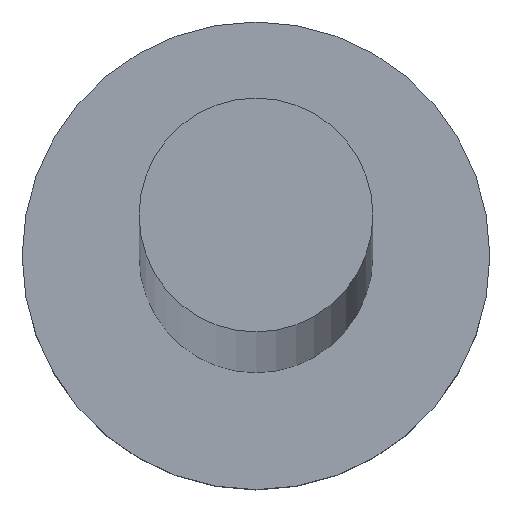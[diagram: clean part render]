
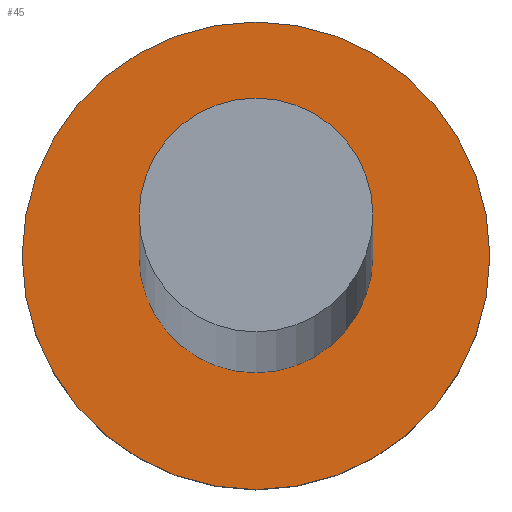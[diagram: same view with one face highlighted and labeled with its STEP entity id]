
A CAD part, top view. The second image highlights one B-rep face of the part: STEP entity #45.
In plain terms, the highlighted planar face has unit normal (0, 0, 1).
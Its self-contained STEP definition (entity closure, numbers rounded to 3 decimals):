
#2 = DIRECTION ( 'NONE',  ( 0., 0., 1. ) ) ;
#7 = AXIS2_PLACEMENT_3D ( 'NONE', #212, #129, #152 ) ;
#17 = DIRECTION ( 'NONE',  ( 0., 0., 1. ) ) ;
#20 = EDGE_CURVE ( 'NONE', #112, #130, #254, .T. ) ;
#24 = EDGE_CURVE ( 'NONE', #232, #58, #219, .T. ) ;
#27 = CARTESIAN_POINT ( 'NONE',  ( 0., 0., 2. ) ) ;
#28 = CARTESIAN_POINT ( 'NONE',  ( 0., 0., 2. ) ) ;
#36 = AXIS2_PLACEMENT_3D ( 'NONE', #225, #17, #83 ) ;
#37 = EDGE_LOOP ( 'NONE', ( #46, #188 ) ) ;
#39 = FACE_OUTER_BOUND ( 'NONE', #81, .T. ) ;
#40 = DIRECTION ( 'NONE',  ( 0., 0., 1. ) ) ;
#45 = ADVANCED_FACE ( 'NONE', ( #207, #39 ), #120, .T. ) ;
#46 = ORIENTED_EDGE ( 'NONE', *, *, #162, .F. ) ;
#49 = AXIS2_PLACEMENT_3D ( 'NONE', #74, #2, #181 ) ;
#58 = VERTEX_POINT ( 'NONE', #223 ) ;
#60 = DIRECTION ( 'NONE',  ( 1., 0., 0. ) ) ;
#72 = AXIS2_PLACEMENT_3D ( 'NONE', #27, #240, #116 ) ;
#74 = CARTESIAN_POINT ( 'NONE',  ( 0., 0., 2. ) ) ;
#81 = EDGE_LOOP ( 'NONE', ( #153, #167 ) ) ;
#83 = DIRECTION ( 'NONE',  ( 1., 0., 0. ) ) ;
#86 = AXIS2_PLACEMENT_3D ( 'NONE', #28, #40, #60 ) ;
#87 = CIRCLE ( 'NONE', #49, 2.5 ) ;
#110 = CARTESIAN_POINT ( 'NONE',  ( -1.25, 0., 2. ) ) ;
#112 = VERTEX_POINT ( 'NONE', #177 ) ;
#116 = DIRECTION ( 'NONE',  ( 1., 0., 0. ) ) ;
#120 = PLANE ( 'NONE',  #7 ) ;
#129 = DIRECTION ( 'NONE',  ( 0., 0., 1. ) ) ;
#130 = VERTEX_POINT ( 'NONE', #110 ) ;
#146 = CARTESIAN_POINT ( 'NONE',  ( -2.5, 0., 2. ) ) ;
#151 = EDGE_CURVE ( 'NONE', #58, #232, #87, .T. ) ;
#152 = DIRECTION ( 'NONE',  ( 1., 0., 0. ) ) ;
#153 = ORIENTED_EDGE ( 'NONE', *, *, #24, .T. ) ;
#162 = EDGE_CURVE ( 'NONE', #130, #112, #197, .T. ) ;
#167 = ORIENTED_EDGE ( 'NONE', *, *, #151, .T. ) ;
#177 = CARTESIAN_POINT ( 'NONE',  ( 1.25, 0., 2. ) ) ;
#181 = DIRECTION ( 'NONE',  ( 1., 0., 0. ) ) ;
#188 = ORIENTED_EDGE ( 'NONE', *, *, #20, .F. ) ;
#197 = CIRCLE ( 'NONE', #72, 1.25 ) ;
#207 = FACE_BOUND ( 'NONE', #37, .T. ) ;
#212 = CARTESIAN_POINT ( 'NONE',  ( 0., 0., 2. ) ) ;
#219 = CIRCLE ( 'NONE', #36, 2.5 ) ;
#223 = CARTESIAN_POINT ( 'NONE',  ( 2.5, 0., 2. ) ) ;
#225 = CARTESIAN_POINT ( 'NONE',  ( 0., 0., 2. ) ) ;
#232 = VERTEX_POINT ( 'NONE', #146 ) ;
#240 = DIRECTION ( 'NONE',  ( 0., 0., 1. ) ) ;
#254 = CIRCLE ( 'NONE', #86, 1.25 ) ;
